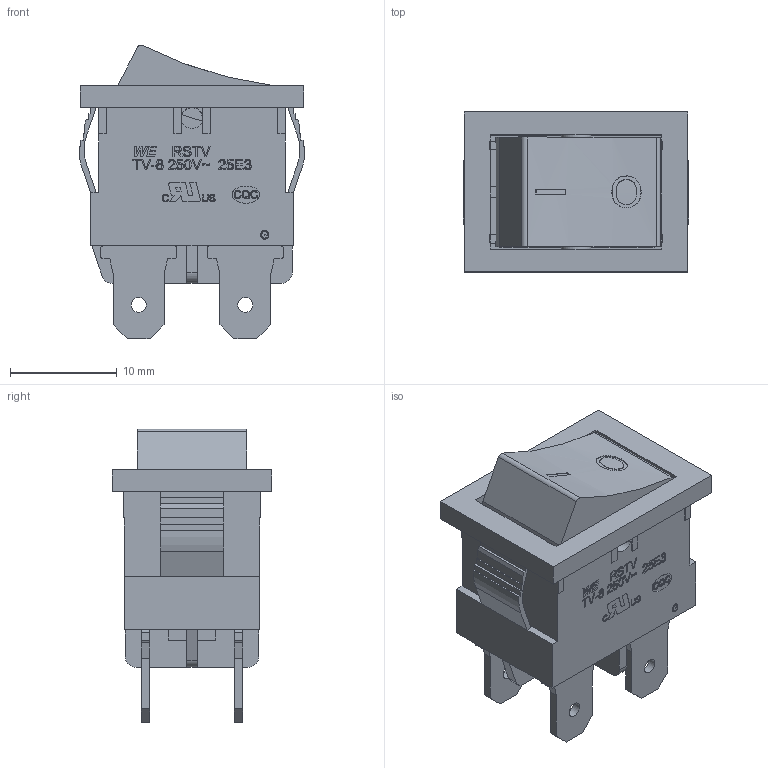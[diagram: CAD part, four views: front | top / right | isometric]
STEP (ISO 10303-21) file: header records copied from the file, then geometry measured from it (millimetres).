
FILE_DESCRIPTION(/* description */ ('Unknown'),/* implementation_level */ '2;1');
FILE_NAME(/* name */ '471016264142',/* time_stamp */ '2022-07-29T07:55:46+02:00',/* author */ ('Unknown'),/* organization */ ('Unknown'),/* preprocessor_version */ 'ST-DEVELOPER v16.7',/* originating_system */ 'Solid Edge',/* authorisation */ 'Unknown');
FILE_SCHEMA (('AUTOMOTIVE_DESIGN {1 0 10303 214 3 1 1}'));
Length unit declared in the file: millimetre
Products named in the file (4): 471016264143; cover; accuator; contact pins
Assembly tree (6 placements, depth 2):
  471016264143
    cover
    accuator
    contact pins  x4
Bounding box: 21.18 x 15 x 27.51 mm (x, y, z)
Volume: 2353.2 mm3; surface area: 5062.3 mm2
Topology: 6 solids, 6 shells, 987 faces, 2628 edges, 1746 vertices
Faces by surface type: plane 790, bspline 132, cylinder 65
Full cylindrical faces by diameter (mm): 1.4 x4, 2 x2, 2.8 x2
Entity records: 40460 total; most frequent: CARTESIAN_POINT 13511, ORIENTED_EDGE 4740, DIRECTION 3206, EDGE_CURVE 2370, VERTEX_POINT 1590, LINE 1432, VECTOR 1432, EDGE_LOOP 1052
